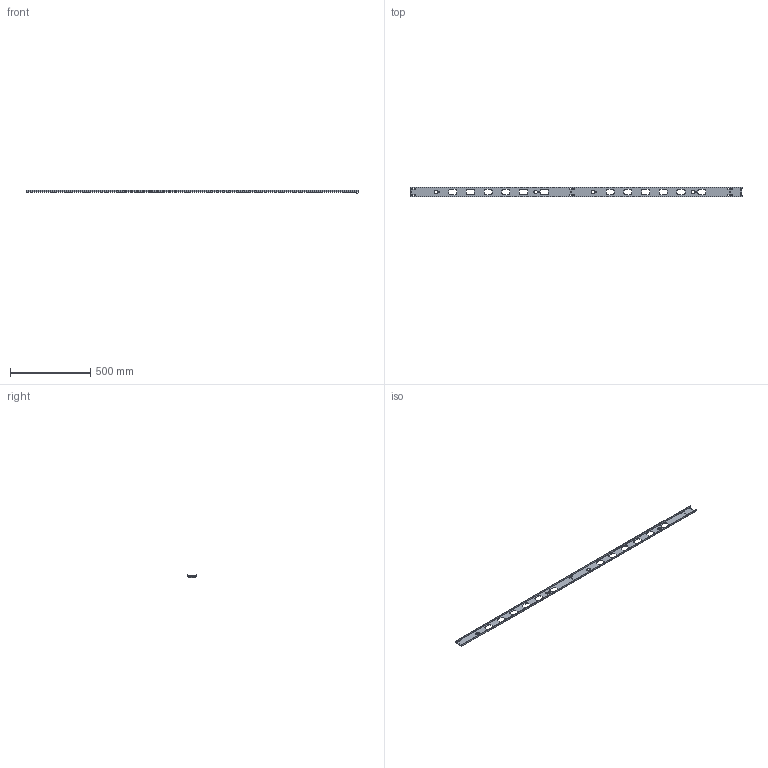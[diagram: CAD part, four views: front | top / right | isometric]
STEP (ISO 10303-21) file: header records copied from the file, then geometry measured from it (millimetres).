
FILE_DESCRIPTION (( 'STEP AP203' ), '1' );
FILE_NAME ('00406933_3D.STEP', '2022-07-08T18:42:00', ( '' ), ( '' ), 'SwSTEP 2.0', 'SolidWorks 2021', '' );
FILE_SCHEMA (( 'CONFIG_CONTROL_DESIGN' ));
Length unit declared in the file: inch
Products named in the file (1): 00406933_3D
Bounding box: 2063.35 x 58 x 20.8 mm (x, y, z)
Volume: 205156.9 mm3; surface area: 283983 mm2
Topology: 1 solids, 1 shells, 202 faces, 568 edges, 368 vertices
Faces by surface type: plane 108, cylinder 94
Entity records: 6703 total; most frequent: DIRECTION 1162, CARTESIAN_POINT 1139, ORIENTED_EDGE 1136, EDGE_CURVE 568, AXIS2_PLACEMENT_3D 391, VECTOR 380, LINE 380, VERTEX_POINT 368
